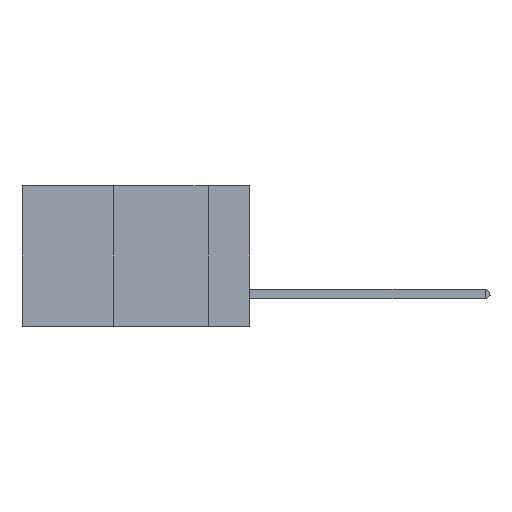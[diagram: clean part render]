
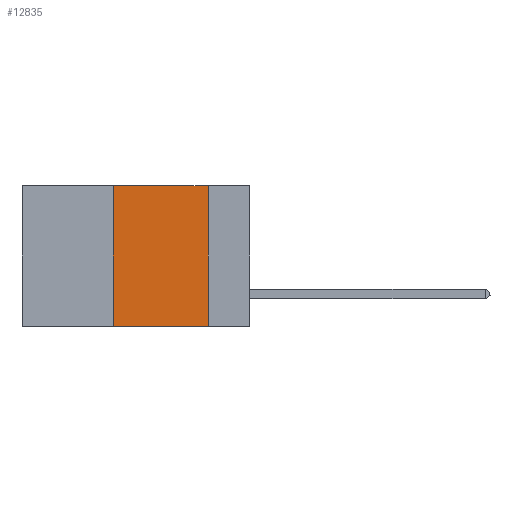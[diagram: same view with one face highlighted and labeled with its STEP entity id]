
A CAD part, left-side view. The second image highlights one B-rep face of the part: STEP entity #12835.
In plain terms, the highlighted planar face has unit normal (-1, 0, 0).
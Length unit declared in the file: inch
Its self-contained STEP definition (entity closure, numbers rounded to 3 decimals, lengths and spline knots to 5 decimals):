
#891 = CARTESIAN_POINT ( 'NONE',  ( 0., 0.6, 0. ) ) ;
#1066 = VECTOR ( 'NONE', #9058, 39.37008 ) ;
#1227 = VECTOR ( 'NONE', #13219, 39.37008 ) ;
#1593 = CARTESIAN_POINT ( 'NONE',  ( 0., 0.6, -0.37 ) ) ;
#1684 = LINE ( 'NONE', #7105, #10951 ) ;
#2440 = ORIENTED_EDGE ( 'NONE', *, *, #14705, .F. ) ;
#2608 = LINE ( 'NONE', #10276, #1066 ) ;
#3315 = ORIENTED_EDGE ( 'NONE', *, *, #3909, .T. ) ;
#3480 = CARTESIAN_POINT ( 'NONE',  ( 0., 0.11, -0.37 ) ) ;
#3515 = CARTESIAN_POINT ( 'NONE',  ( 0., 0.6, 0. ) ) ;
#3561 = VECTOR ( 'NONE', #12062, 39.37008 ) ;
#3909 = EDGE_CURVE ( 'NONE', #6043, #9884, #9972, .T. ) ;
#4326 = ORIENTED_EDGE ( 'NONE', *, *, #15421, .F. ) ;
#4541 = EDGE_LOOP ( 'NONE', ( #2440, #11760, #4326, #3315 ) ) ;
#6043 = VERTEX_POINT ( 'NONE', #6784 ) ;
#6784 = CARTESIAN_POINT ( 'NONE',  ( 0., 0.36, -0.37 ) ) ;
#7105 = CARTESIAN_POINT ( 'NONE',  ( 0., 0.11, 0. ) ) ;
#7634 = LINE ( 'NONE', #3515, #1227 ) ;
#7686 = VERTEX_POINT ( 'NONE', #9179 ) ;
#8001 = DIRECTION ( 'NONE',  ( 0., 0., -1. ) ) ;
#9058 = DIRECTION ( 'NONE',  ( 0., 0., 1. ) ) ;
#9179 = CARTESIAN_POINT ( 'NONE',  ( 0., 0.36, 0. ) ) ;
#9256 = PLANE ( 'NONE',  #15661 ) ;
#9504 = CARTESIAN_POINT ( 'NONE',  ( 0., 0.11, 0. ) ) ;
#9884 = VERTEX_POINT ( 'NONE', #3480 ) ;
#9972 = LINE ( 'NONE', #1593, #3561 ) ;
#10261 = FACE_OUTER_BOUND ( 'NONE', #4541, .T. ) ;
#10276 = CARTESIAN_POINT ( 'NONE',  ( 0., 0.36, 0. ) ) ;
#10951 = VECTOR ( 'NONE', #14324, 39.37008 ) ;
#11354 = EDGE_CURVE ( 'NONE', #7686, #13885, #7634, .T. ) ;
#11629 = DIRECTION ( 'NONE',  ( 1., 0., 0. ) ) ;
#11760 = ORIENTED_EDGE ( 'NONE', *, *, #11354, .F. ) ;
#12062 = DIRECTION ( 'NONE',  ( 0., -1., 0. ) ) ;
#12835 = ADVANCED_FACE ( 'NONE', ( #10261 ), #9256, .F. ) ;
#13219 = DIRECTION ( 'NONE',  ( 0., -1., 0. ) ) ;
#13885 = VERTEX_POINT ( 'NONE', #9504 ) ;
#14324 = DIRECTION ( 'NONE',  ( 0., 0., -1. ) ) ;
#14705 = EDGE_CURVE ( 'NONE', #13885, #9884, #1684, .T. ) ;
#15421 = EDGE_CURVE ( 'NONE', #6043, #7686, #2608, .T. ) ;
#15661 = AXIS2_PLACEMENT_3D ( 'NONE', #891, #11629, #8001 ) ;
